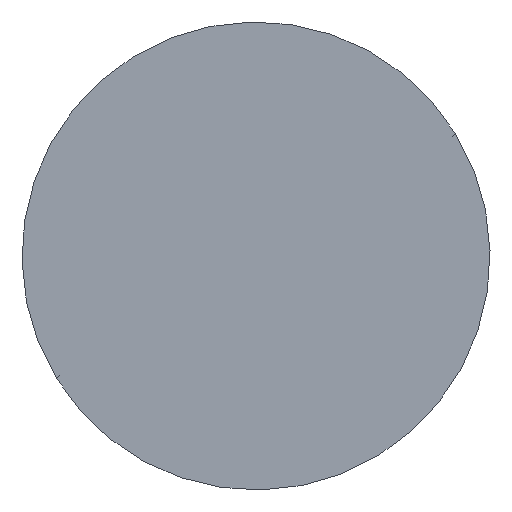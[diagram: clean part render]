
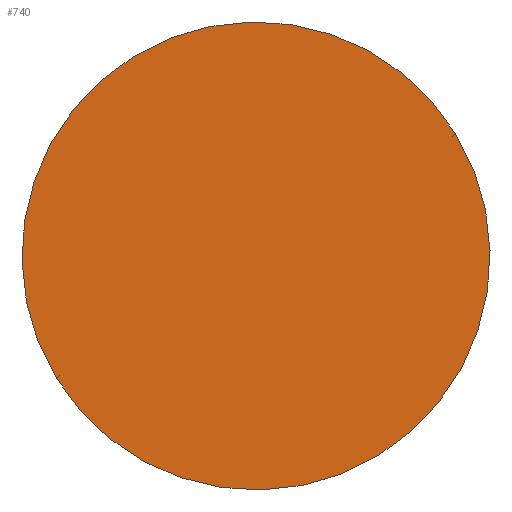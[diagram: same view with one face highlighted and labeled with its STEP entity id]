
A CAD part, top view. The second image highlights one B-rep face of the part: STEP entity #740.
In plain terms, the highlighted planar face has unit normal (0, 0, 1).
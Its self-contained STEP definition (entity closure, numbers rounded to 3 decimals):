
#540=CARTESIAN_POINT('',(26.25,45.466,-21.5));
#550=DIRECTION('',(0.,0.,-1.));
#560=DIRECTION('',(1.,0.,0.));
#570=AXIS2_PLACEMENT_3D('',#540,#550,#560);
#580=PLANE('',#570);
#590=CARTESIAN_POINT('',(26.25,45.466,-21.5));
#600=DIRECTION('',(0.,-0.,1.));
#610=DIRECTION('',(0.854,0.52,0.));
#620=AXIS2_PLACEMENT_3D('',#590,#600,#610);
#630=CIRCLE('',#620,5.65);
#640=CARTESIAN_POINT('',(31.075,48.406,-21.5));
#650=VERTEX_POINT('',#640);
#660=CARTESIAN_POINT('',(21.425,42.527,
-21.5));
#670=VERTEX_POINT('',#660);
#680=EDGE_CURVE('',#650,#670,#630,.T.);
#690=ORIENTED_EDGE('',*,*,#680,.T.);
#700=EDGE_CURVE('',#670,#650,#630,.T.);
#710=ORIENTED_EDGE('',*,*,#700,.T.);
#720=EDGE_LOOP('',(#710,#690));
#730=FACE_OUTER_BOUND('',#720,.T.);
#740=ADVANCED_FACE('',(#730),#580,.F.);
